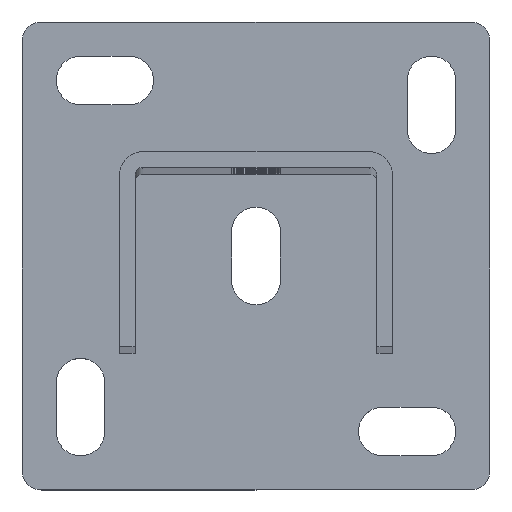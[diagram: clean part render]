
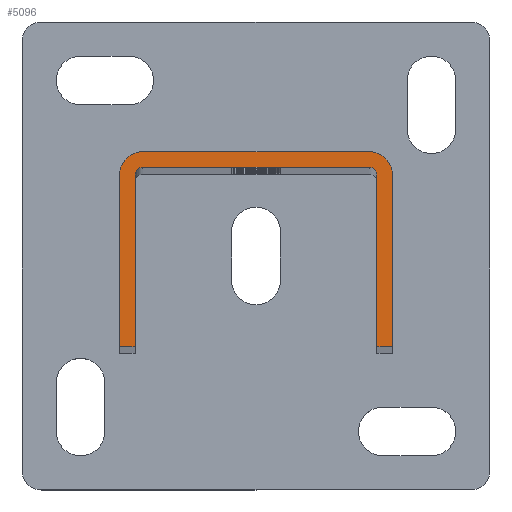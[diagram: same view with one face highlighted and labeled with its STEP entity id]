
A CAD part, top view. The second image highlights one B-rep face of the part: STEP entity #5096.
In plain terms, the highlighted planar face has unit normal (0, 0, 1).
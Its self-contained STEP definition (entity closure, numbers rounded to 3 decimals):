
#163 = CIRCLE ( 'NONE', #10627, 2. ) ;
#169 = CARTESIAN_POINT ( 'NONE',  ( -31., -25., 1008. ) ) ;
#185 = EDGE_CURVE ( 'NONE', #1128, #2375, #9718, .T. ) ;
#220 = CARTESIAN_POINT ( 'NONE',  ( -29., 25., 1008. ) ) ;
#440 = CARTESIAN_POINT ( 'NONE',  ( -35., 19., 1008. ) ) ;
#543 = VERTEX_POINT ( 'NONE', #5657 ) ;
#593 = AXIS2_PLACEMENT_3D ( 'NONE', #2006, #4819, #8546 ) ;
#599 = CARTESIAN_POINT ( 'NONE',  ( 29., 25., 1008. ) ) ;
#663 = AXIS2_PLACEMENT_3D ( 'NONE', #8648, #3208, #10565 ) ;
#707 = CARTESIAN_POINT ( 'NONE',  ( -31., -25., 1008. ) ) ;
#779 = CARTESIAN_POINT ( 'NONE',  ( 35., -25., 1008. ) ) ;
#881 = VERTEX_POINT ( 'NONE', #8072 ) ;
#1015 = DIRECTION ( 'NONE',  ( 0., -1., 0. ) ) ;
#1110 = CIRCLE ( 'NONE', #7161, 2. ) ;
#1128 = VERTEX_POINT ( 'NONE', #599 ) ;
#1333 = CARTESIAN_POINT ( 'NONE',  ( -35., -25., 1008. ) ) ;
#2006 = CARTESIAN_POINT ( 'NONE',  ( 29., 19., 1008. ) ) ;
#2169 = PLANE ( 'NONE',  #663 ) ;
#2348 = FACE_OUTER_BOUND ( 'NONE', #10402, .T. ) ;
#2375 = VERTEX_POINT ( 'NONE', #10138 ) ;
#2579 = CARTESIAN_POINT ( 'NONE',  ( 35., -25., 1008. ) ) ;
#2689 = LINE ( 'NONE', #9271, #10587 ) ;
#2878 = LINE ( 'NONE', #3056, #6733 ) ;
#2892 = DIRECTION ( 'NONE',  ( 0., 1., 0. ) ) ;
#3056 = CARTESIAN_POINT ( 'NONE',  ( 31., 19., 1008. ) ) ;
#3130 = VERTEX_POINT ( 'NONE', #5107 ) ;
#3134 = EDGE_CURVE ( 'NONE', #4714, #8046, #8839, .T. ) ;
#3208 = DIRECTION ( 'NONE',  ( 0., 0., -1. ) ) ;
#3445 = DIRECTION ( 'NONE',  ( 0., 0., -1. ) ) ;
#3568 = ORIENTED_EDGE ( 'NONE', *, *, #8237, .T. ) ;
#3629 = VERTEX_POINT ( 'NONE', #2579 ) ;
#3783 = DIRECTION ( 'NONE',  ( 0., 0., -1. ) ) ;
#3859 = ORIENTED_EDGE ( 'NONE', *, *, #9241, .T. ) ;
#4479 = EDGE_CURVE ( 'NONE', #8046, #3130, #10735, .T. ) ;
#4576 = DIRECTION ( 'NONE',  ( 1., 0., 0. ) ) ;
#4714 = VERTEX_POINT ( 'NONE', #9795 ) ;
#4819 = DIRECTION ( 'NONE',  ( 0., 0., -1. ) ) ;
#5096 = ADVANCED_FACE ( 'NONE', ( #2348 ), #2169, .F. ) ;
#5107 = CARTESIAN_POINT ( 'NONE',  ( -29., 25., 1008. ) ) ;
#5368 = EDGE_CURVE ( 'NONE', #3629, #9838, #9129, .T. ) ;
#5397 = ORIENTED_EDGE ( 'NONE', *, *, #3134, .F. ) ;
#5617 = DIRECTION ( 'NONE',  ( 1., 0., 0. ) ) ;
#5650 = VERTEX_POINT ( 'NONE', #6381 ) ;
#5657 = CARTESIAN_POINT ( 'NONE',  ( 29., 21., 1008. ) ) ;
#6053 = DIRECTION ( 'NONE',  ( -1., 0., 0. ) ) ;
#6380 = VERTEX_POINT ( 'NONE', #7305 ) ;
#6381 = CARTESIAN_POINT ( 'NONE',  ( 31., 19., 1008. ) ) ;
#6425 = EDGE_CURVE ( 'NONE', #881, #6380, #1110, .T. ) ;
#6472 = CARTESIAN_POINT ( 'NONE',  ( 29., 19., 1008. ) ) ;
#6505 = LINE ( 'NONE', #169, #8510 ) ;
#6561 = CARTESIAN_POINT ( 'NONE',  ( -29., 19., 1008. ) ) ;
#6562 = CARTESIAN_POINT ( 'NONE',  ( 35., 19., 1008. ) ) ;
#6678 = LINE ( 'NONE', #220, #6955 ) ;
#6733 = VECTOR ( 'NONE', #10361, 1000. ) ;
#6791 = EDGE_CURVE ( 'NONE', #5650, #9838, #2878, .T. ) ;
#6940 = CARTESIAN_POINT ( 'NONE',  ( -31., -25., 1008. ) ) ;
#6955 = VECTOR ( 'NONE', #9520, 1000. ) ;
#7161 = AXIS2_PLACEMENT_3D ( 'NONE', #6561, #7486, #7426 ) ;
#7305 = CARTESIAN_POINT ( 'NONE',  ( -29., 21., 1008. ) ) ;
#7409 = EDGE_CURVE ( 'NONE', #9937, #881, #6505, .T. ) ;
#7426 = DIRECTION ( 'NONE',  ( 1., 0., 0. ) ) ;
#7440 = EDGE_CURVE ( 'NONE', #2375, #3629, #11164, .T. ) ;
#7486 = DIRECTION ( 'NONE',  ( 0., 0., -1. ) ) ;
#7548 = EDGE_CURVE ( 'NONE', #3130, #1128, #6678, .T. ) ;
#7613 = EDGE_CURVE ( 'NONE', #9937, #4714, #11569, .T. ) ;
#7736 = VECTOR ( 'NONE', #1015, 1000. ) ;
#7812 = ORIENTED_EDGE ( 'NONE', *, *, #5368, .F. ) ;
#8026 = ORIENTED_EDGE ( 'NONE', *, *, #6791, .T. ) ;
#8046 = VERTEX_POINT ( 'NONE', #440 ) ;
#8072 = CARTESIAN_POINT ( 'NONE',  ( -31., 19., 1008. ) ) ;
#8237 = EDGE_CURVE ( 'NONE', #543, #5650, #163, .T. ) ;
#8510 = VECTOR ( 'NONE', #2892, 1000. ) ;
#8546 = DIRECTION ( 'NONE',  ( -1., 0., 0. ) ) ;
#8648 = CARTESIAN_POINT ( 'NONE',  ( 29., 19., 1008. ) ) ;
#8779 = DIRECTION ( 'NONE',  ( 0., 1., 0. ) ) ;
#8839 = LINE ( 'NONE', #1333, #11504 ) ;
#8938 = ORIENTED_EDGE ( 'NONE', *, *, #7613, .F. ) ;
#9034 = VECTOR ( 'NONE', #10995, 1000. ) ;
#9129 = LINE ( 'NONE', #779, #9034 ) ;
#9241 = EDGE_CURVE ( 'NONE', #6380, #543, #2689, .T. ) ;
#9271 = CARTESIAN_POINT ( 'NONE',  ( -29., 21., 1008. ) ) ;
#9469 = VECTOR ( 'NONE', #6053, 1000. ) ;
#9486 = CARTESIAN_POINT ( 'NONE',  ( 31., -25., 1008. ) ) ;
#9520 = DIRECTION ( 'NONE',  ( 1., 0., 0. ) ) ;
#9718 = CIRCLE ( 'NONE', #593, 6. ) ;
#9795 = CARTESIAN_POINT ( 'NONE',  ( -35., -25., 1008. ) ) ;
#9838 = VERTEX_POINT ( 'NONE', #9486 ) ;
#9937 = VERTEX_POINT ( 'NONE', #6940 ) ;
#10138 = CARTESIAN_POINT ( 'NONE',  ( 35., 19., 1008. ) ) ;
#10169 = ORIENTED_EDGE ( 'NONE', *, *, #4479, .F. ) ;
#10361 = DIRECTION ( 'NONE',  ( 0., -1., 0. ) ) ;
#10402 = EDGE_LOOP ( 'NONE', ( #8026, #7812, #10493, #10690, #10614, #10169, #5397, #8938, #11848, #10440, #3859, #3568 ) ) ;
#10440 = ORIENTED_EDGE ( 'NONE', *, *, #6425, .T. ) ;
#10493 = ORIENTED_EDGE ( 'NONE', *, *, #7440, .F. ) ;
#10565 = DIRECTION ( 'NONE',  ( -1., 0., 0. ) ) ;
#10587 = VECTOR ( 'NONE', #5617, 1000. ) ;
#10614 = ORIENTED_EDGE ( 'NONE', *, *, #7548, .F. ) ;
#10627 = AXIS2_PLACEMENT_3D ( 'NONE', #6472, #3783, #4576 ) ;
#10690 = ORIENTED_EDGE ( 'NONE', *, *, #185, .F. ) ;
#10735 = CIRCLE ( 'NONE', #10932, 6. ) ;
#10858 = DIRECTION ( 'NONE',  ( -1., 0., 0. ) ) ;
#10932 = AXIS2_PLACEMENT_3D ( 'NONE', #11766, #3445, #10858 ) ;
#10995 = DIRECTION ( 'NONE',  ( -1., 0., 0. ) ) ;
#11164 = LINE ( 'NONE', #6562, #7736 ) ;
#11504 = VECTOR ( 'NONE', #8779, 1000. ) ;
#11569 = LINE ( 'NONE', #707, #9469 ) ;
#11766 = CARTESIAN_POINT ( 'NONE',  ( -29., 19., 1008. ) ) ;
#11848 = ORIENTED_EDGE ( 'NONE', *, *, #7409, .T. ) ;
